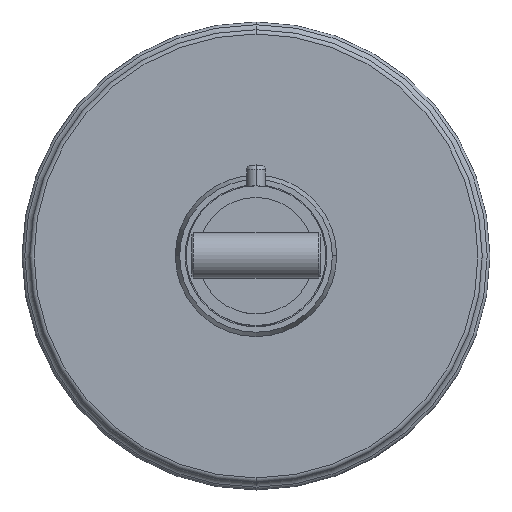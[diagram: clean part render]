
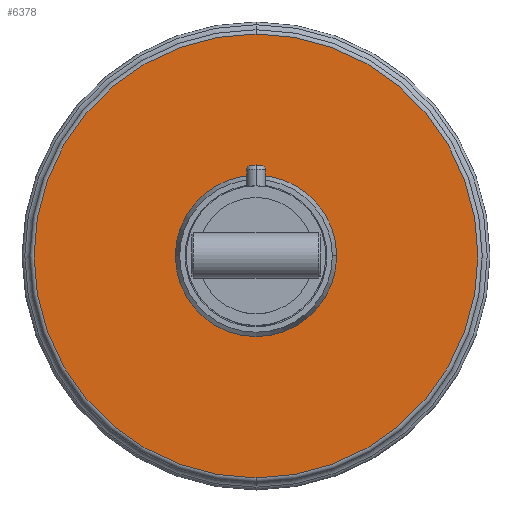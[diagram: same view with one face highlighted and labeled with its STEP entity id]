
A CAD part, top view. The second image highlights one B-rep face of the part: STEP entity #6378.
In plain terms, the highlighted planar face has unit normal (0, 0, 1).
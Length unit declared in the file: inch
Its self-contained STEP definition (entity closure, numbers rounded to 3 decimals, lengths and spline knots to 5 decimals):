
#45=CARTESIAN_POINT('',(0.,0.,0.313));
#46=DIRECTION('',(0.,0.,1.));
#47=DIRECTION('',(0.,1.,0.));
#48=AXIS2_PLACEMENT_3D('',#45,#46,#47);
#60=CARTESIAN_POINT('',(0.,0.,0.313));
#61=DIRECTION('',(0.,0.,-1.));
#62=DIRECTION('',(-1.,0.,0.));
#63=AXIS2_PLACEMENT_3D('',#60,#61,#62);
#65=CARTESIAN_POINT('',(0.,0.,0.313));
#66=DIRECTION('',(0.,0.,-1.));
#67=DIRECTION('',(1.,0.,0.));
#68=AXIS2_PLACEMENT_3D('',#65,#66,#67);
#70=CARTESIAN_POINT('',(0.,0.,0.313));
#71=DIRECTION('',(0.,0.,1.));
#72=DIRECTION('',(0.,-1.,0.));
#73=AXIS2_PLACEMENT_3D('',#70,#71,#72);
#5316=CARTESIAN_POINT('',(0.,-3.08284,0.313));
#5317=CARTESIAN_POINT('',(0.,3.08284,0.313));
#5318=VERTEX_POINT('',#5316);
#5319=VERTEX_POINT('',#5317);
#5324=CARTESIAN_POINT('',(-1.12,0.,0.313));
#5325=CARTESIAN_POINT('',(1.12,0.,0.313));
#5326=VERTEX_POINT('',#5324);
#5327=VERTEX_POINT('',#5325);
#6362=CARTESIAN_POINT('',(0.,0.,0.313));
#6363=DIRECTION('',(0.,0.,-1.));
#6364=DIRECTION('',(0.,-1.,0.));
#6365=AXIS2_PLACEMENT_3D('',#6362,#6363,#6364);
#6366=PLANE('',#6365);
#6368=ORIENTED_EDGE('',*,*,#6367,.F.);
#6369=ORIENTED_EDGE('',*,*,#6352,.F.);
#6370=EDGE_LOOP('',(#6368,#6369));
#6371=FACE_OUTER_BOUND('',#6370,.F.);
#6373=ORIENTED_EDGE('',*,*,#6372,.F.);
#6375=ORIENTED_EDGE('',*,*,#6374,.F.);
#6376=EDGE_LOOP('',(#6373,#6375));
#6377=FACE_BOUND('',#6376,.F.);
#6378=ADVANCED_FACE('',(#6371,#6377),#6366,.F.);
#49=CIRCLE('',#48,3.08284);
#64=CIRCLE('',#63,1.12);
#69=CIRCLE('',#68,1.12);
#74=CIRCLE('',#73,3.08284);
#6352=EDGE_CURVE('',#5319,#5318,#49,.T.);
#6367=EDGE_CURVE('',#5318,#5319,#74,.T.);
#6372=EDGE_CURVE('',#5326,#5327,#64,.T.);
#6374=EDGE_CURVE('',#5327,#5326,#69,.T.);
